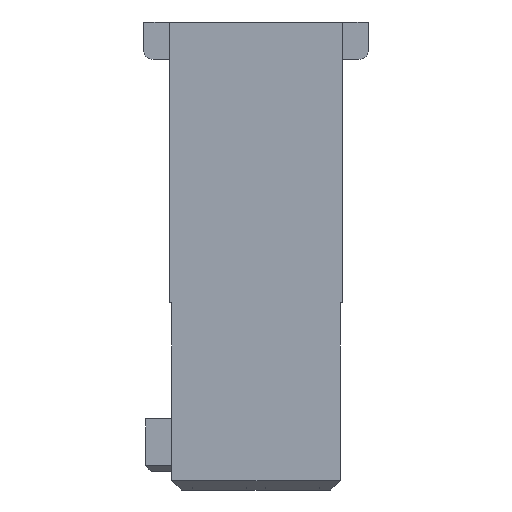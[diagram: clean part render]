
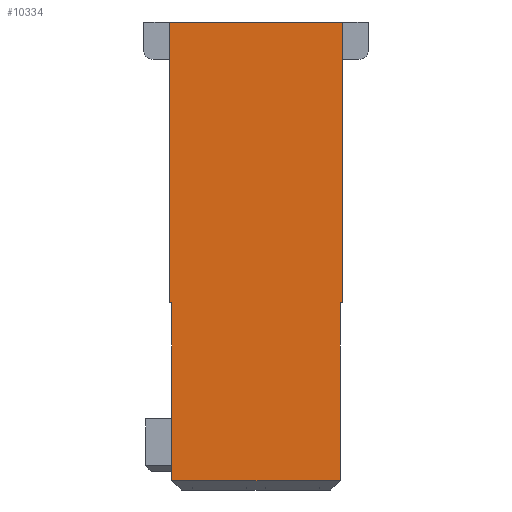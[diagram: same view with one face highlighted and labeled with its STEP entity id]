
A CAD part, left-side view. The second image highlights one B-rep face of the part: STEP entity #10334.
In plain terms, the highlighted planar face has unit normal (-1, 0, 0).
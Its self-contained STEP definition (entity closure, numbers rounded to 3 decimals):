
#2444=ORIENTED_EDGE('',*,*,#3073,.T.);
#2445=ORIENTED_EDGE('',*,*,#4146,.T.);
#2446=ORIENTED_EDGE('',*,*,#4404,.T.);
#2447=ORIENTED_EDGE('',*,*,#4397,.T.);
#2448=ORIENTED_EDGE('',*,*,#3145,.T.);
#2449=ORIENTED_EDGE('',*,*,#4405,.T.);
#2450=ORIENTED_EDGE('',*,*,#3306,.T.);
#2451=ORIENTED_EDGE('',*,*,#4403,.T.);
#3073=EDGE_CURVE('',#4543,#4542,#5502,.T.);
#3145=EDGE_CURVE('',#4610,#4609,#5572,.T.);
#3306=EDGE_CURVE('',#4706,#4705,#5707,.T.);
#4146=EDGE_CURVE('',#4542,#5297,#6525,.T.);
#4397=EDGE_CURVE('',#5425,#4610,#6776,.T.);
#4403=EDGE_CURVE('',#4705,#4543,#6782,.T.);
#4404=EDGE_CURVE('',#5297,#5425,#6783,.T.);
#4405=EDGE_CURVE('',#4609,#4706,#6784,.T.);
#4542=VERTEX_POINT('',#13633);
#4543=VERTEX_POINT('',#13635);
#4609=VERTEX_POINT('',#13778);
#4610=VERTEX_POINT('',#13780);
#4705=VERTEX_POINT('',#14101);
#4706=VERTEX_POINT('',#14103);
#5297=VERTEX_POINT('',#15822);
#5425=VERTEX_POINT('',#16283);
#5502=LINE('',#13634,#6919);
#5572=LINE('',#13779,#6989);
#5707=LINE('',#14102,#7124);
#6525=LINE('',#15823,#7942);
#6776=LINE('',#16282,#8193);
#6782=LINE('',#16292,#8199);
#6783=LINE('',#16294,#8200);
#6784=LINE('',#16295,#8201);
#6919=VECTOR('',#11035,1000.);
#6989=VECTOR('',#11121,1000.);
#7124=VECTOR('',#11440,1000.);
#7942=VECTOR('',#12880,1000.);
#8193=VECTOR('',#13293,1000.);
#8199=VECTOR('',#13305,1000.);
#8200=VECTOR('',#13308,1000.);
#8201=VECTOR('',#13309,1000.);
#8762=EDGE_LOOP('',(#2444,#2445,#2446,#2447,#2448,#2449,#2450,#2451));
#9307=FACE_BOUND('',#8762,.T.);
#9814=PLANE('',#10920);
#10334=ADVANCED_FACE('',(#9307),#9814,.T.);
#10920=AXIS2_PLACEMENT_3D('',#16293,#13306,#13307);
#11035=DIRECTION('',(0.,0.,-1.));
#11121=DIRECTION('',(0.,0.,1.));
#11440=DIRECTION('',(0.,0.,-1.));
#12880=DIRECTION('',(0.,-1.,0.));
#13293=DIRECTION('',(0.,-1.,0.));
#13305=DIRECTION('',(0.,-1.,0.));
#13306=DIRECTION('',(-1.,0.,0.));
#13307=DIRECTION('',(0.,0.,1.));
#13308=DIRECTION('',(0.,0.,1.));
#13309=DIRECTION('',(0.,1.,0.));
#13633=CARTESIAN_POINT('',(-17.5,4.5,-12.));
#13634=CARTESIAN_POINT('',(-17.5,4.5,-2.5));
#13635=CARTESIAN_POINT('',(-17.5,4.5,-2.5));
#13778=CARTESIAN_POINT('',(-17.5,-4.625,12.5));
#13779=CARTESIAN_POINT('',(-17.5,-4.625,12.5));
#13780=CARTESIAN_POINT('',(-17.5,-4.625,-2.5));
#14101=CARTESIAN_POINT('',(-17.5,4.625,-2.5));
#14102=CARTESIAN_POINT('',(-17.5,4.625,12.5));
#14103=CARTESIAN_POINT('',(-17.5,4.625,12.5));
#15822=CARTESIAN_POINT('',(-17.5,-4.5,-12.));
#15823=CARTESIAN_POINT('',(-17.5,-4.5,-12.));
#16282=CARTESIAN_POINT('',(-17.5,-4.625,-2.5));
#16283=CARTESIAN_POINT('',(-17.5,-4.5,-2.5));
#16292=CARTESIAN_POINT('',(-17.5,4.625,-2.5));
#16293=CARTESIAN_POINT('',(-17.5,0.,0.));
#16294=CARTESIAN_POINT('',(-17.5,-4.5,-2.5));
#16295=CARTESIAN_POINT('',(-17.5,4.625,12.5));
